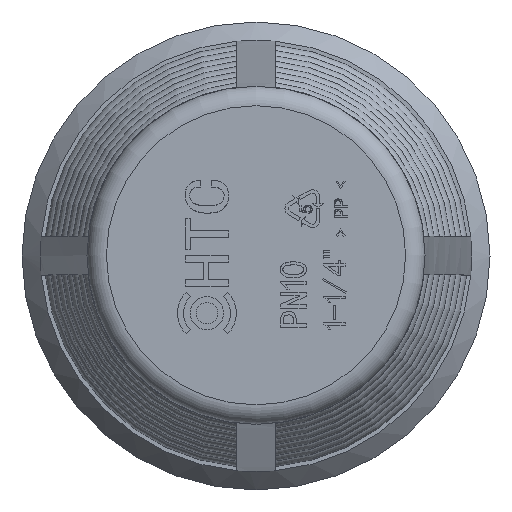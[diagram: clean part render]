
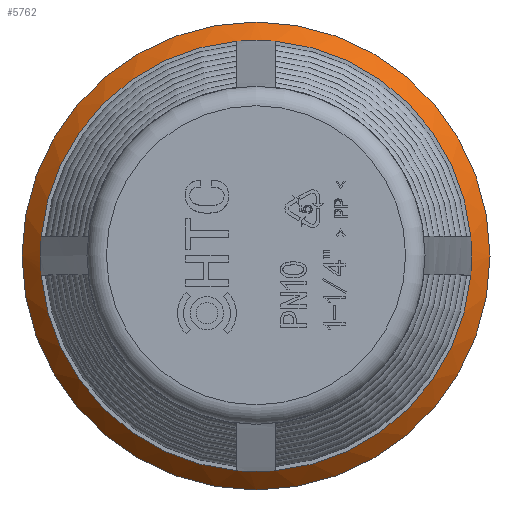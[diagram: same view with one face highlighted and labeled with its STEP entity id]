
A CAD part, top view. The second image highlights one B-rep face of the part: STEP entity #5762.
In plain terms, the highlighted conical face has half-angle 41.753 degrees and reference radius 21.976 mm.
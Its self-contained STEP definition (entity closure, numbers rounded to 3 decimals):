
#4863=CONICAL_SURFACE('',#22210,21.976,41.753);
#5762=ADVANCED_FACE('',(#7506,#7507),#4863,.T.);
#7411=CIRCLE('',#22181,21.976);
#7413=CIRCLE('',#22183,21.976);
#7415=CIRCLE('',#22185,21.976);
#7417=CIRCLE('',#22187,21.976);
#7419=CIRCLE('',#22190,21.976);
#7421=CIRCLE('',#22193,21.976);
#7423=CIRCLE('',#22196,21.976);
#7425=CIRCLE('',#22199,21.976);
#7430=CIRCLE('',#22208,23.85);
#7506=FACE_BOUND('',#7649,.T.);
#7507=FACE_BOUND('',#7650,.T.);
#7649=EDGE_LOOP('',(#13294));
#7650=EDGE_LOOP('',(#13295,#13296,#13297,#13298,#13299,#13300,#13301,#13302));
#13294=ORIENTED_EDGE('',*,*,#19925,.T.);
#13295=ORIENTED_EDGE('',*,*,#19906,.T.);
#13296=ORIENTED_EDGE('',*,*,#19886,.F.);
#13297=ORIENTED_EDGE('',*,*,#19902,.T.);
#13298=ORIENTED_EDGE('',*,*,#19866,.F.);
#13299=ORIENTED_EDGE('',*,*,#19899,.T.);
#13300=ORIENTED_EDGE('',*,*,#19846,.F.);
#13301=ORIENTED_EDGE('',*,*,#19910,.T.);
#13302=ORIENTED_EDGE('',*,*,#19826,.F.);
#18182=VERTEX_POINT('',#28689);
#18183=VERTEX_POINT('',#28691);
#18202=VERTEX_POINT('',#28789);
#18203=VERTEX_POINT('',#28791);
#18222=VERTEX_POINT('',#28889);
#18223=VERTEX_POINT('',#28891);
#18242=VERTEX_POINT('',#28989);
#18243=VERTEX_POINT('',#28991);
#18272=VERTEX_POINT('',#29303);
#19826=EDGE_CURVE('',#18182,#18183,#7411,.T.);
#19846=EDGE_CURVE('',#18202,#18203,#7413,.T.);
#19866=EDGE_CURVE('',#18222,#18223,#7415,.T.);
#19886=EDGE_CURVE('',#18242,#18243,#7417,.T.);
#19899=EDGE_CURVE('',#18222,#18203,#7419,.T.);
#19902=EDGE_CURVE('',#18242,#18223,#7421,.T.);
#19906=EDGE_CURVE('',#18182,#18243,#7423,.T.);
#19910=EDGE_CURVE('',#18202,#18183,#7425,.T.);
#19925=EDGE_CURVE('',#18272,#18272,#7430,.T.);
#22181=AXIS2_PLACEMENT_3D('',#28690,#23877,#23878);
#22183=AXIS2_PLACEMENT_3D('',#28790,#23881,#23882);
#22185=AXIS2_PLACEMENT_3D('',#28890,#23885,#23886);
#22187=AXIS2_PLACEMENT_3D('',#28990,#23889,#23890);
#22190=AXIS2_PLACEMENT_3D('',#29046,#23897,#23898);
#22193=AXIS2_PLACEMENT_3D('',#29052,#23904,#23905);
#22196=AXIS2_PLACEMENT_3D('',#29059,#23912,#23913);
#22199=AXIS2_PLACEMENT_3D('',#29066,#23920,#23921);
#22208=AXIS2_PLACEMENT_3D('',#29302,#23940,#23941);
#22210=AXIS2_PLACEMENT_3D('',#29305,#23944,#23945);
#23877=DIRECTION('',(0.,0.,1.));
#23878=DIRECTION('',(1.,0.,0.));
#23881=DIRECTION('',(0.,0.,1.));
#23882=DIRECTION('',(0.,1.,0.));
#23885=DIRECTION('',(0.,0.,1.));
#23886=DIRECTION('',(-1.,0.,0.));
#23889=DIRECTION('',(0.,0.,1.));
#23890=DIRECTION('',(0.,-1.,0.));
#23897=DIRECTION('',(0.,0.,-1.));
#23898=DIRECTION('',(-1.,0.,0.));
#23904=DIRECTION('',(0.,0.,-1.));
#23905=DIRECTION('',(-1.,0.,0.));
#23912=DIRECTION('',(0.,0.,-1.));
#23913=DIRECTION('',(-1.,0.,0.));
#23920=DIRECTION('',(0.,0.,-1.));
#23921=DIRECTION('',(-1.,0.,0.));
#23940=DIRECTION('',(0.,0.,1.));
#23941=DIRECTION('',(1.,0.,0.));
#23944=DIRECTION('',(0.,0.,-1.));
#23945=DIRECTION('',(-1.,0.,0.));
#28689=CARTESIAN_POINT('',(-21.889,1.95,-12.));
#28690=CARTESIAN_POINT('',(0.,0.,-12.));
#28691=CARTESIAN_POINT('',(-21.889,-1.95,-12.));
#28789=CARTESIAN_POINT('',(-1.95,-21.889,-12.));
#28790=CARTESIAN_POINT('',(0.,0.,-12.));
#28791=CARTESIAN_POINT('',(1.95,-21.889,-12.));
#28889=CARTESIAN_POINT('',(21.889,-1.95,-12.));
#28890=CARTESIAN_POINT('',(0.,0.,-12.));
#28891=CARTESIAN_POINT('',(21.889,1.95,-12.));
#28989=CARTESIAN_POINT('',(1.95,21.889,-12.));
#28990=CARTESIAN_POINT('',(0.,0.,-12.));
#28991=CARTESIAN_POINT('',(-1.95,21.889,-12.));
#29046=CARTESIAN_POINT('',(0.,0.,-12.));
#29052=CARTESIAN_POINT('',(0.,0.,-12.));
#29059=CARTESIAN_POINT('',(0.,0.,-12.));
#29066=CARTESIAN_POINT('',(0.,0.,-12.));
#29302=CARTESIAN_POINT('',(0.,0.,-14.1));
#29303=CARTESIAN_POINT('',(23.85,0.,-14.1));
#29305=CARTESIAN_POINT('',(0.,0.,-12.));
